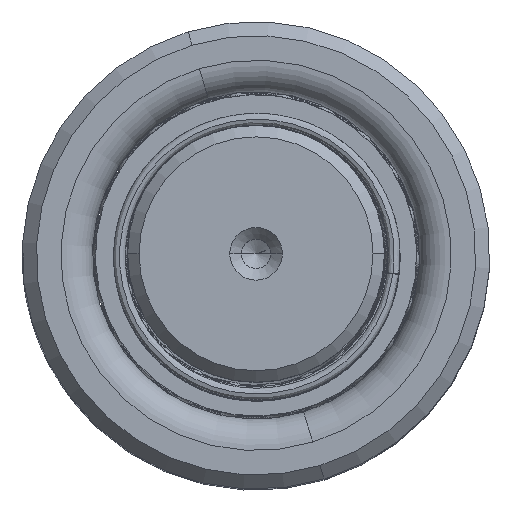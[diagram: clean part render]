
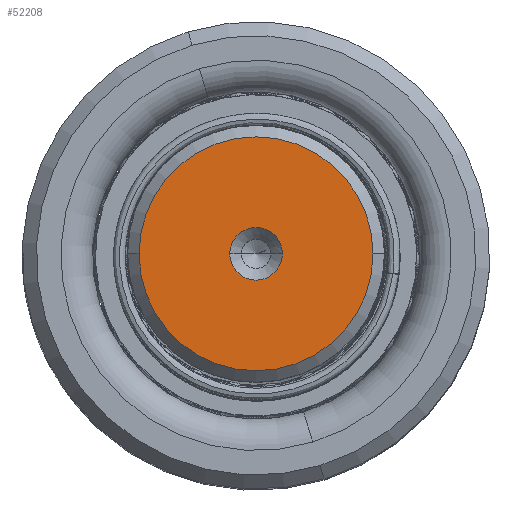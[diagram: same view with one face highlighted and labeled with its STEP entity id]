
A CAD part, top view. The second image highlights one B-rep face of the part: STEP entity #52208.
In plain terms, the highlighted planar face has unit normal (0, 0, 1).
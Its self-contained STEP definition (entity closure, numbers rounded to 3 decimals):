
#1357 = CIRCLE ( 'NONE', #18513, 2.25 ) ;
#2331 = VERTEX_POINT ( 'NONE', #12561 ) ;
#5196 = CARTESIAN_POINT ( 'NONE',  ( 0., 0., 140. ) ) ;
#6246 = VERTEX_POINT ( 'NONE', #48402 ) ;
#6401 = PLANE ( 'NONE',  #38403 ) ;
#8008 = DIRECTION ( 'NONE',  ( 0., 0., 1. ) ) ;
#11550 = CARTESIAN_POINT ( 'NONE',  ( -2.25, 0., 140. ) ) ;
#11733 = AXIS2_PLACEMENT_3D ( 'NONE', #5196, #45401, #41037 ) ;
#12561 = CARTESIAN_POINT ( 'NONE',  ( -10.009, 0., 140. ) ) ;
#16925 = DIRECTION ( 'NONE',  ( 1., 0., 0. ) ) ;
#17915 = EDGE_LOOP ( 'NONE', ( #55368, #18187 ) ) ;
#18187 = ORIENTED_EDGE ( 'NONE', *, *, #38271, .F. ) ;
#18513 = AXIS2_PLACEMENT_3D ( 'NONE', #29869, #48612, #34397 ) ;
#20278 = CARTESIAN_POINT ( 'NONE',  ( 0., 0., 140. ) ) ;
#23622 = CARTESIAN_POINT ( 'NONE',  ( 2.25, 0., 140. ) ) ;
#25054 = DIRECTION ( 'NONE',  ( 1., 0., 0. ) ) ;
#26761 = DIRECTION ( 'NONE',  ( 1., 0., 0. ) ) ;
#27159 = ORIENTED_EDGE ( 'NONE', *, *, #38028, .T. ) ;
#29869 = CARTESIAN_POINT ( 'NONE',  ( 0., 0., 140. ) ) ;
#30198 = EDGE_CURVE ( 'NONE', #49142, #46840, #1357, .T. ) ;
#33921 = FACE_BOUND ( 'NONE', #17915, .T. ) ;
#33949 = EDGE_CURVE ( 'NONE', #6246, #2331, #56979, .T. ) ;
#34397 = DIRECTION ( 'NONE',  ( 1., 0., 0. ) ) ;
#35044 = DIRECTION ( 'NONE',  ( 0., 0., 1. ) ) ;
#36456 = AXIS2_PLACEMENT_3D ( 'NONE', #49059, #35044, #26761 ) ;
#37234 = AXIS2_PLACEMENT_3D ( 'NONE', #44415, #8008, #16925 ) ;
#38028 = EDGE_CURVE ( 'NONE', #2331, #6246, #57542, .T. ) ;
#38271 = EDGE_CURVE ( 'NONE', #46840, #49142, #56130, .T. ) ;
#38403 = AXIS2_PLACEMENT_3D ( 'NONE', #20278, #51742, #25054 ) ;
#41037 = DIRECTION ( 'NONE',  ( 1., 0., 0. ) ) ;
#44415 = CARTESIAN_POINT ( 'NONE',  ( 0., 0., 140. ) ) ;
#45401 = DIRECTION ( 'NONE',  ( 0., 0., 1. ) ) ;
#46617 = FACE_OUTER_BOUND ( 'NONE', #58126, .T. ) ;
#46840 = VERTEX_POINT ( 'NONE', #11550 ) ;
#48402 = CARTESIAN_POINT ( 'NONE',  ( 10.009, 0., 140. ) ) ;
#48612 = DIRECTION ( 'NONE',  ( 0., 0., 1. ) ) ;
#49059 = CARTESIAN_POINT ( 'NONE',  ( 0., 0., 140. ) ) ;
#49142 = VERTEX_POINT ( 'NONE', #23622 ) ;
#51742 = DIRECTION ( 'NONE',  ( 0., 0., 1. ) ) ;
#52208 = ADVANCED_FACE ( 'NONE', ( #33921, #46617 ), #6401, .T. ) ;
#54563 = ORIENTED_EDGE ( 'NONE', *, *, #33949, .T. ) ;
#55368 = ORIENTED_EDGE ( 'NONE', *, *, #30198, .F. ) ;
#56130 = CIRCLE ( 'NONE', #37234, 2.25 ) ;
#56979 = CIRCLE ( 'NONE', #11733, 10.009 ) ;
#57542 = CIRCLE ( 'NONE', #36456, 10.009 ) ;
#58126 = EDGE_LOOP ( 'NONE', ( #27159, #54563 ) ) ;
